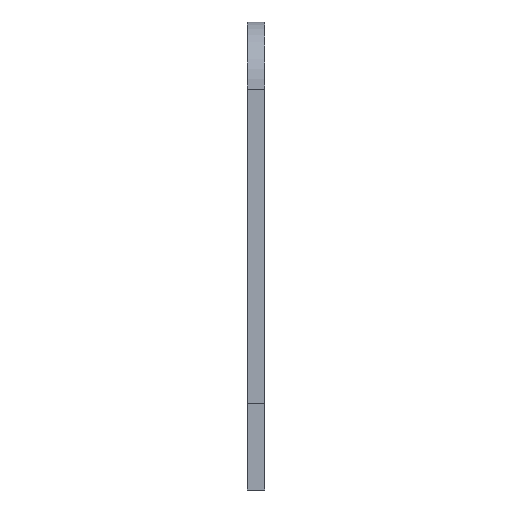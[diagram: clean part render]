
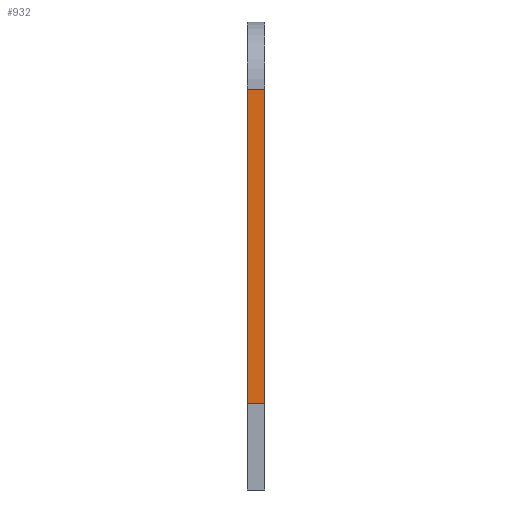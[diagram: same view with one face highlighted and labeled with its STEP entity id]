
A CAD part, front view. The second image highlights one B-rep face of the part: STEP entity #932.
In plain terms, the highlighted planar face has unit normal (0, -1, 0).
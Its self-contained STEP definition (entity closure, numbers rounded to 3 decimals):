
#86 = PLANE('',#87);
#87 = AXIS2_PLACEMENT_3D('',#88,#89,#90);
#88 = CARTESIAN_POINT('',(347.8,253.55,20.7));
#89 = DIRECTION('',(-1.,0.,0.));
#90 = DIRECTION('',(0.,0.,-1.));
#196 = PLANE('',#197);
#197 = AXIS2_PLACEMENT_3D('',#198,#199,#200);
#198 = CARTESIAN_POINT('',(348.4,253.55,20.7));
#199 = DIRECTION('',(1.,0.,0.));
#200 = DIRECTION('',(0.,0.,1.));
#263 = EDGE_CURVE('',#264,#266,#268,.T.);
#264 = VERTEX_POINT('',#265);
#265 = CARTESIAN_POINT('',(347.8,256.5,25.5));
#266 = VERTEX_POINT('',#267);
#267 = CARTESIAN_POINT('',(347.8,256.5,36.5));
#268 = SURFACE_CURVE('',#269,(#272,#278),.PCURVE_S1.);
#269 = B_SPLINE_CURVE_WITH_KNOTS('',1,(#270,#271),.UNSPECIFIED.,.F.,.F.,
  (2,2),(0.,11.),.PIECEWISE_BEZIER_KNOTS.);
#270 = CARTESIAN_POINT('',(347.8,256.5,25.5));
#271 = CARTESIAN_POINT('',(347.8,256.5,36.5));
#272 = PCURVE('',#86,#273);
#273 = DEFINITIONAL_REPRESENTATION('',(#274),#277);
#274 = B_SPLINE_CURVE_WITH_KNOTS('',1,(#275,#276),.UNSPECIFIED.,.F.,.F.,
  (2,2),(0.,11.),.PIECEWISE_BEZIER_KNOTS.);
#275 = CARTESIAN_POINT('',(-4.8,-2.95));
#276 = CARTESIAN_POINT('',(-15.8,-2.95));
#277 = ( GEOMETRIC_REPRESENTATION_CONTEXT(2) 
PARAMETRIC_REPRESENTATION_CONTEXT() REPRESENTATION_CONTEXT('2D SPACE',''
  ) );
#278 = PCURVE('',#279,#284);
#279 = PLANE('',#280);
#280 = AXIS2_PLACEMENT_3D('',#281,#282,#283);
#281 = CARTESIAN_POINT('',(349.18,256.5,24.28));
#282 = DIRECTION('',(0.,-1.,0.));
#283 = DIRECTION('',(0.,0.,1.));
#284 = DEFINITIONAL_REPRESENTATION('',(#285),#288);
#285 = B_SPLINE_CURVE_WITH_KNOTS('',1,(#286,#287),.UNSPECIFIED.,.F.,.F.,
  (2,2),(0.,11.),.PIECEWISE_BEZIER_KNOTS.);
#286 = CARTESIAN_POINT('',(1.22,1.38));
#287 = CARTESIAN_POINT('',(12.22,1.38));
#288 = ( GEOMETRIC_REPRESENTATION_CONTEXT(2) 
PARAMETRIC_REPRESENTATION_CONTEXT() REPRESENTATION_CONTEXT('2D SPACE',''
  ) );
#304 = PLANE('',#305);
#305 = AXIS2_PLACEMENT_3D('',#306,#307,#308);
#306 = CARTESIAN_POINT('',(347.02,255.775,
    36.5));
#307 = DIRECTION('',(0.,0.,1.));
#308 = DIRECTION('',(1.,0.,0.));
#820 = PLANE('',#821);
#821 = AXIS2_PLACEMENT_3D('',#822,#823,#824);
#822 = CARTESIAN_POINT('',(349.18,256.5,22.035));
#823 = DIRECTION('',(0.,-1.,0.));
#824 = DIRECTION('',(0.,0.,1.));
#932 = ADVANCED_FACE('',(#933),#279,.T.);
#933 = FACE_BOUND('',#934,.T.);
#934 = EDGE_LOOP('',(#935,#936,#956,#976));
#935 = ORIENTED_EDGE('',*,*,#263,.F.);
#936 = ORIENTED_EDGE('',*,*,#937,.T.);
#937 = EDGE_CURVE('',#264,#938,#940,.T.);
#938 = VERTEX_POINT('',#939);
#939 = CARTESIAN_POINT('',(348.4,256.5,25.5));
#940 = SURFACE_CURVE('',#941,(#944,#950),.PCURVE_S1.);
#941 = B_SPLINE_CURVE_WITH_KNOTS('',1,(#942,#943),.UNSPECIFIED.,.F.,.F.,
  (2,2),(0.,0.6),.PIECEWISE_BEZIER_KNOTS.);
#942 = CARTESIAN_POINT('',(347.8,256.5,25.5));
#943 = CARTESIAN_POINT('',(348.4,256.5,25.5));
#944 = PCURVE('',#279,#945);
#945 = DEFINITIONAL_REPRESENTATION('',(#946),#949);
#946 = B_SPLINE_CURVE_WITH_KNOTS('',1,(#947,#948),.UNSPECIFIED.,.F.,.F.,
  (2,2),(0.,0.6),.PIECEWISE_BEZIER_KNOTS.);
#947 = CARTESIAN_POINT('',(1.22,1.38));
#948 = CARTESIAN_POINT('',(1.22,0.78));
#949 = ( GEOMETRIC_REPRESENTATION_CONTEXT(2) 
PARAMETRIC_REPRESENTATION_CONTEXT() REPRESENTATION_CONTEXT('2D SPACE',''
  ) );
#950 = PCURVE('',#820,#951);
#951 = DEFINITIONAL_REPRESENTATION('',(#952),#955);
#952 = B_SPLINE_CURVE_WITH_KNOTS('',1,(#953,#954),.UNSPECIFIED.,.F.,.F.,
  (2,2),(0.,0.6),.PIECEWISE_BEZIER_KNOTS.);
#953 = CARTESIAN_POINT('',(3.465,1.38));
#954 = CARTESIAN_POINT('',(3.465,0.78));
#955 = ( GEOMETRIC_REPRESENTATION_CONTEXT(2) 
PARAMETRIC_REPRESENTATION_CONTEXT() REPRESENTATION_CONTEXT('2D SPACE',''
  ) );
#956 = ORIENTED_EDGE('',*,*,#957,.T.);
#957 = EDGE_CURVE('',#938,#958,#960,.T.);
#958 = VERTEX_POINT('',#959);
#959 = CARTESIAN_POINT('',(348.4,256.5,36.5));
#960 = SURFACE_CURVE('',#961,(#964,#970),.PCURVE_S1.);
#961 = B_SPLINE_CURVE_WITH_KNOTS('',1,(#962,#963),.UNSPECIFIED.,.F.,.F.,
  (2,2),(0.,11.),.PIECEWISE_BEZIER_KNOTS.);
#962 = CARTESIAN_POINT('',(348.4,256.5,25.5));
#963 = CARTESIAN_POINT('',(348.4,256.5,36.5));
#964 = PCURVE('',#279,#965);
#965 = DEFINITIONAL_REPRESENTATION('',(#966),#969);
#966 = B_SPLINE_CURVE_WITH_KNOTS('',1,(#967,#968),.UNSPECIFIED.,.F.,.F.,
  (2,2),(0.,11.),.PIECEWISE_BEZIER_KNOTS.);
#967 = CARTESIAN_POINT('',(1.22,0.78));
#968 = CARTESIAN_POINT('',(12.22,0.78));
#969 = ( GEOMETRIC_REPRESENTATION_CONTEXT(2) 
PARAMETRIC_REPRESENTATION_CONTEXT() REPRESENTATION_CONTEXT('2D SPACE',''
  ) );
#970 = PCURVE('',#196,#971);
#971 = DEFINITIONAL_REPRESENTATION('',(#972),#975);
#972 = B_SPLINE_CURVE_WITH_KNOTS('',1,(#973,#974),.UNSPECIFIED.,.F.,.F.,
  (2,2),(0.,11.),.PIECEWISE_BEZIER_KNOTS.);
#973 = CARTESIAN_POINT('',(4.8,-2.95));
#974 = CARTESIAN_POINT('',(15.8,-2.95));
#975 = ( GEOMETRIC_REPRESENTATION_CONTEXT(2) 
PARAMETRIC_REPRESENTATION_CONTEXT() REPRESENTATION_CONTEXT('2D SPACE',''
  ) );
#976 = ORIENTED_EDGE('',*,*,#977,.T.);
#977 = EDGE_CURVE('',#958,#266,#978,.T.);
#978 = SURFACE_CURVE('',#979,(#982,#988),.PCURVE_S1.);
#979 = B_SPLINE_CURVE_WITH_KNOTS('',1,(#980,#981),.UNSPECIFIED.,.F.,.F.,
  (2,2),(-0.6,0.),.PIECEWISE_BEZIER_KNOTS.);
#980 = CARTESIAN_POINT('',(348.4,256.5,36.5));
#981 = CARTESIAN_POINT('',(347.8,256.5,36.5));
#982 = PCURVE('',#279,#983);
#983 = DEFINITIONAL_REPRESENTATION('',(#984),#987);
#984 = B_SPLINE_CURVE_WITH_KNOTS('',1,(#985,#986),.UNSPECIFIED.,.F.,.F.,
  (2,2),(-0.6,0.),.PIECEWISE_BEZIER_KNOTS.);
#985 = CARTESIAN_POINT('',(12.22,0.78));
#986 = CARTESIAN_POINT('',(12.22,1.38));
#987 = ( GEOMETRIC_REPRESENTATION_CONTEXT(2) 
PARAMETRIC_REPRESENTATION_CONTEXT() REPRESENTATION_CONTEXT('2D SPACE',''
  ) );
#988 = PCURVE('',#304,#989);
#989 = DEFINITIONAL_REPRESENTATION('',(#990),#993);
#990 = B_SPLINE_CURVE_WITH_KNOTS('',1,(#991,#992),.UNSPECIFIED.,.F.,.F.,
  (2,2),(-0.6,0.),.PIECEWISE_BEZIER_KNOTS.);
#991 = CARTESIAN_POINT('',(1.38,0.725));
#992 = CARTESIAN_POINT('',(0.78,0.725));
#993 = ( GEOMETRIC_REPRESENTATION_CONTEXT(2) 
PARAMETRIC_REPRESENTATION_CONTEXT() REPRESENTATION_CONTEXT('2D SPACE',''
  ) );
